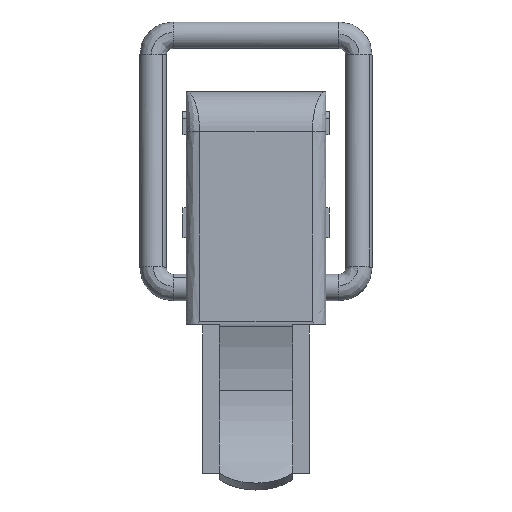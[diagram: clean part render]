
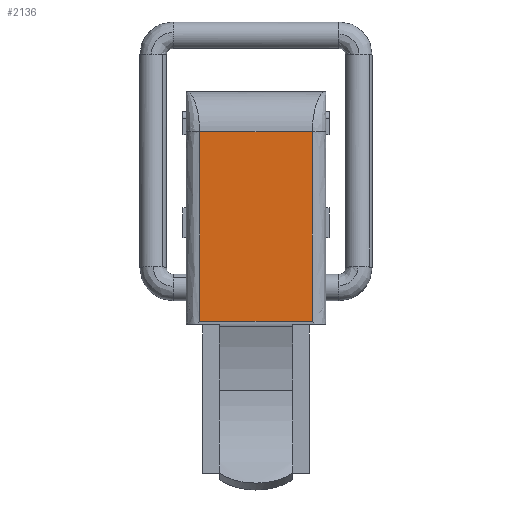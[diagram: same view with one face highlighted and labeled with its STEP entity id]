
A CAD part, front view. The second image highlights one B-rep face of the part: STEP entity #2136.
In plain terms, the highlighted free-form (B-spline) face has degree [1, 1] with [2, 2] control points.
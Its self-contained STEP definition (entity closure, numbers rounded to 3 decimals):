
#471=CARTESIAN_POINT('',(8.5,-6.5,-5.108));
#472=VERTEX_POINT('',#471);
#482=CARTESIAN_POINT('',(-8.5,-6.5,-5.108));
#483=VERTEX_POINT('',#482);
#484=CARTESIAN_POINT('',(-8.5,-6.5,-5.108));
#485=CARTESIAN_POINT('',(8.5,-6.5,-5.108));
#486=QUASI_UNIFORM_CURVE('',1,(#484,#485),.UNSPECIFIED.,.F.,.U.);
#487=EDGE_CURVE('',#483,#472,#486,.T.);
#1298=CARTESIAN_POINT('',(8.5,-6.5,23.5));
#1299=VERTEX_POINT('',#1298);
#1355=CARTESIAN_POINT('',(8.5,-6.5,-5.108));
#1356=CARTESIAN_POINT('',(8.5,-6.5,23.5));
#1357=QUASI_UNIFORM_CURVE('',1,(#1355,#1356),.UNSPECIFIED.,.F.,.U.);
#1358=EDGE_CURVE('',#472,#1299,#1357,.T.);
#1418=CARTESIAN_POINT('',(-8.5,-6.5,23.5));
#1419=VERTEX_POINT('',#1418);
#1501=CARTESIAN_POINT('',(-8.5,-6.5,23.5));
#1502=CARTESIAN_POINT('',(-8.5,-6.5,-5.108));
#1503=QUASI_UNIFORM_CURVE('',1,(#1501,#1502),.UNSPECIFIED.,.F.,.U.);
#1504=EDGE_CURVE('',#1419,#483,#1503,.T.);
#2116=CARTESIAN_POINT('',(8.5,-6.5,23.5));
#2117=CARTESIAN_POINT('',(-8.5,-6.5,23.5));
#2118=QUASI_UNIFORM_CURVE('',1,(#2116,#2117),.UNSPECIFIED.,.F.,.U.);
#2119=EDGE_CURVE('',#1299,#1419,#2118,.T.);
#2125=CARTESIAN_POINT('',(-9.349,-6.5,24.929));
#2126=CARTESIAN_POINT('',(-9.349,-6.5,-6.537));
#2127=CARTESIAN_POINT('',(9.349,-6.5,24.929));
#2128=CARTESIAN_POINT('',(9.349,-6.5,-6.537));
#2129=B_SPLINE_SURFACE_WITH_KNOTS('',1,1,((#2125,#2127),(#2126,#2128)),.UNSPECIFIED.,.F.,.F.,.U.,(2,2),(2,2),(0.0,31.466),(0.0,18.698),.UNSPECIFIED.);
#2130=ORIENTED_EDGE('',*,*,#1504,.T.);
#2131=ORIENTED_EDGE('',*,*,#487,.T.);
#2132=ORIENTED_EDGE('',*,*,#1358,.T.);
#2133=ORIENTED_EDGE('',*,*,#2119,.T.);
#2134=EDGE_LOOP('',(#2130,#2131,#2132,#2133));
#2135=FACE_OUTER_BOUND('',#2134,.T.);
#2136=ADVANCED_FACE('',(#2135),#2129,.T.);
